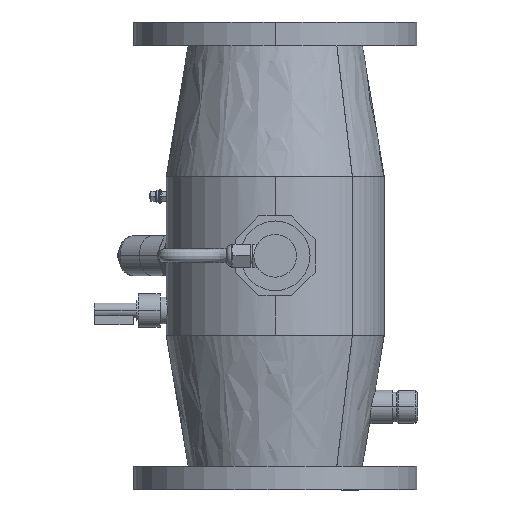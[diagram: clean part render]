
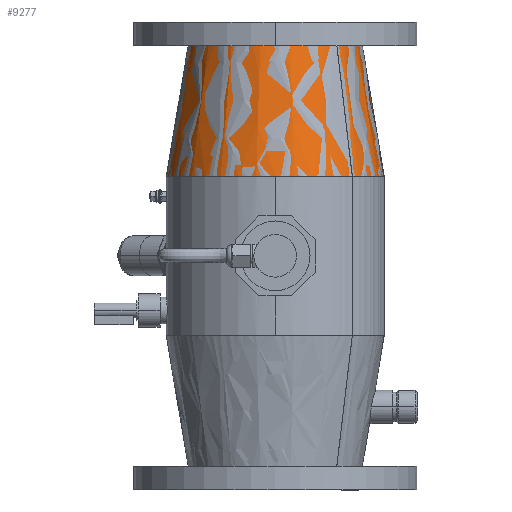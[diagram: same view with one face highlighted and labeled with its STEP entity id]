
A CAD part, left-side view. The second image highlights one B-rep face of the part: STEP entity #9277.
In plain terms, the highlighted conical face has half-angle 9.487 degrees and reference radius 109.55 mm.
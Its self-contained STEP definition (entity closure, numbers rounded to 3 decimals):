
#104 = CARTESIAN_POINT ( 'NONE',  ( 0., -109.55, 80.001 ) ) ;
#179 = DIRECTION ( 'NONE',  ( 0., 0., -1. ) ) ;
#1085 = DIRECTION ( 'NONE',  ( 0., 0.165, -0.986 ) ) ;
#1800 = CIRCLE ( 'NONE', #17261, 83.649 ) ;
#1891 = CARTESIAN_POINT ( 'NONE',  ( 0., 109.55, 80.001 ) ) ;
#2242 = DIRECTION ( 'NONE',  ( 0., 0., -1. ) ) ;
#2275 = CIRCLE ( 'NONE', #7173, 109.55 ) ;
#3397 = CARTESIAN_POINT ( 'NONE',  ( 0., 0., 80.001 ) ) ;
#4060 = AXIS2_PLACEMENT_3D ( 'NONE', #3397, #2242, #10227 ) ;
#4327 = VERTEX_POINT ( 'NONE', #13600 ) ;
#4449 = CARTESIAN_POINT ( 'NONE',  ( 0., -83.649, 235. ) ) ;
#4773 = EDGE_CURVE ( 'NONE', #5912, #8077, #2275, .T. ) ;
#5116 = DIRECTION ( 'NONE',  ( 0., 0., -1. ) ) ;
#5912 = VERTEX_POINT ( 'NONE', #104 ) ;
#6373 = CONICAL_SURFACE ( 'NONE', #4060, 109.55, 0.166 ) ;
#6689 = ORIENTED_EDGE ( 'NONE', *, *, #10880, .T. ) ;
#7173 = AXIS2_PLACEMENT_3D ( 'NONE', #9073, #5116, #17132 ) ;
#7967 = EDGE_CURVE ( 'NONE', #13516, #4327, #1800, .T. ) ;
#7974 = LINE ( 'NONE', #13419, #14168 ) ;
#8077 = VERTEX_POINT ( 'NONE', #1891 ) ;
#9073 = CARTESIAN_POINT ( 'NONE',  ( 0., 0., 80.001 ) ) ;
#9277 = ADVANCED_FACE ( 'NONE', ( #15772 ), #6373, .T. ) ;
#10227 = DIRECTION ( 'NONE',  ( 0., 1., 0. ) ) ;
#10674 = ORIENTED_EDGE ( 'NONE', *, *, #4773, .F. ) ;
#10880 = EDGE_CURVE ( 'NONE', #4327, #8077, #13373, .T. ) ;
#10926 = EDGE_LOOP ( 'NONE', ( #11046, #15817, #6689, #10674 ) ) ;
#11046 = ORIENTED_EDGE ( 'NONE', *, *, #12509, .F. ) ;
#12509 = EDGE_CURVE ( 'NONE', #13516, #5912, #7974, .T. ) ;
#13373 = LINE ( 'NONE', #15877, #14454 ) ;
#13419 = CARTESIAN_POINT ( 'NONE',  ( 0., -109.55, 80.001 ) ) ;
#13516 = VERTEX_POINT ( 'NONE', #4449 ) ;
#13600 = CARTESIAN_POINT ( 'NONE',  ( 0., 83.649, 235. ) ) ;
#13994 = DIRECTION ( 'NONE',  ( 0., 1., 0. ) ) ;
#14168 = VECTOR ( 'NONE', #16467, 1000. ) ;
#14454 = VECTOR ( 'NONE', #1085, 1000. ) ;
#15772 = FACE_OUTER_BOUND ( 'NONE', #10926, .T. ) ;
#15817 = ORIENTED_EDGE ( 'NONE', *, *, #7967, .T. ) ;
#15877 = CARTESIAN_POINT ( 'NONE',  ( 0., 109.55, 80.001 ) ) ;
#16467 = DIRECTION ( 'NONE',  ( 0., -0.165, -0.986 ) ) ;
#16597 = CARTESIAN_POINT ( 'NONE',  ( 0., 0., 235. ) ) ;
#17132 = DIRECTION ( 'NONE',  ( 0., 1., 0. ) ) ;
#17261 = AXIS2_PLACEMENT_3D ( 'NONE', #16597, #179, #13994 ) ;
